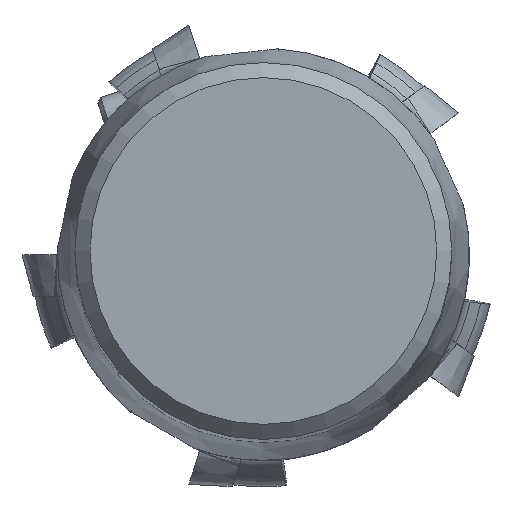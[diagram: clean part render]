
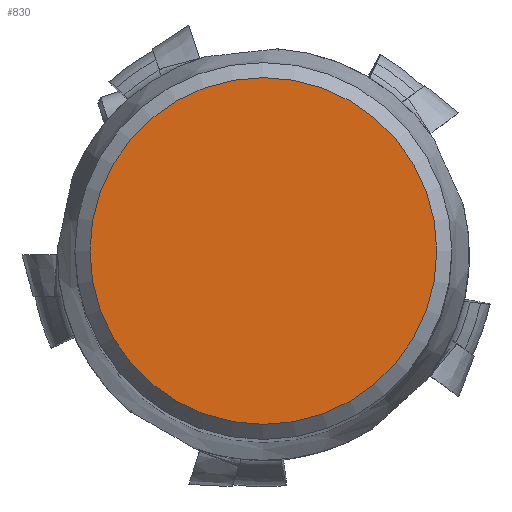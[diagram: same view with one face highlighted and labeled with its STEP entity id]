
A CAD part, top view. The second image highlights one B-rep face of the part: STEP entity #830.
In plain terms, the highlighted planar face has unit normal (0, 0, 1).
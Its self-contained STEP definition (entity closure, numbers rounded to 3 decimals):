
#369=FACE_OUTER_BOUND('',#1372,.T.);
#664=CIRCLE('',#5661,11.495);
#830=ADVANCED_FACE('CU_SU3',(#369),#1093,.F.);
#1093=PLANE('',#5662);
#1372=EDGE_LOOP('',(#2663));
#2663=ORIENTED_EDGE('',*,*,#4596,.F.);
#4015=VERTEX_POINT('',#8762);
#4596=EDGE_CURVE('',#4015,#4015,#664,.T.);
#5661=AXIS2_PLACEMENT_3D('',#8761,#6477,#6478);
#5662=AXIS2_PLACEMENT_3D('',#8763,#6479,#6480);
#6477=DIRECTION('',(0.,0.,-1.));
#6478=DIRECTION('',(-1.,0.,0.));
#6479=DIRECTION('',(0.,0.,-1.));
#6480=DIRECTION('',(-1.,0.,0.));
#8761=CARTESIAN_POINT('',(0.,0.,0.));
#8762=CARTESIAN_POINT('',(-11.495,0.,0.));
#8763=CARTESIAN_POINT('',(0.,0.,0.));
